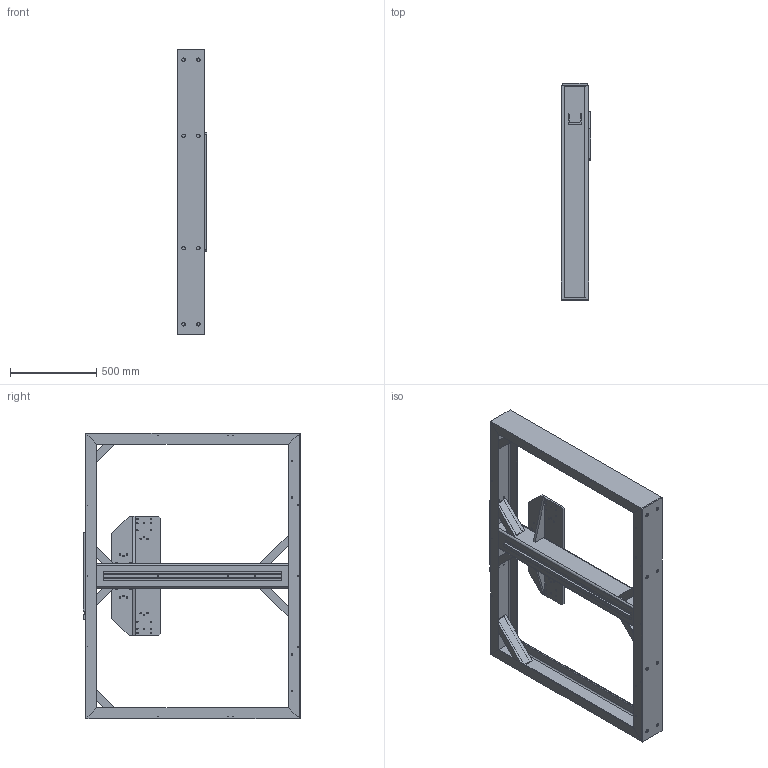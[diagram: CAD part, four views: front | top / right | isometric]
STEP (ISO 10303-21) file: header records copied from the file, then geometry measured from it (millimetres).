
FILE_DESCRIPTION (( 'STEP AP203' ), '1' );
FILE_NAME ('1.12.59.481992.step', '2021-12-22T09:21:45', ( '' ), ( '' ), 'SwSTEP 2.0', 'SolidWorks 2016', '' );
FILE_SCHEMA (( 'CONFIG_CONTROL_DESIGN' ));
Length unit declared in the file: millimetre
Products named in the file (1): 1.12.59.481992
Bounding box: 172 x 1258 x 1650 mm (x, y, z)
Volume: 23339538.4 mm3; surface area: 6065090.1 mm2
Topology: 15 solids, 15 shells, 535 faces, 1461 edges, 939 vertices
Faces by surface type: cylinder 294, plane 203, cone 38
Entity records: 18222 total; most frequent: CARTESIAN_POINT 4400, ORIENTED_EDGE 2870, DIRECTION 2789, EDGE_CURVE 1435, AXIS2_PLACEMENT_3D 998, VERTEX_POINT 939, VECTOR 793, LINE 793
